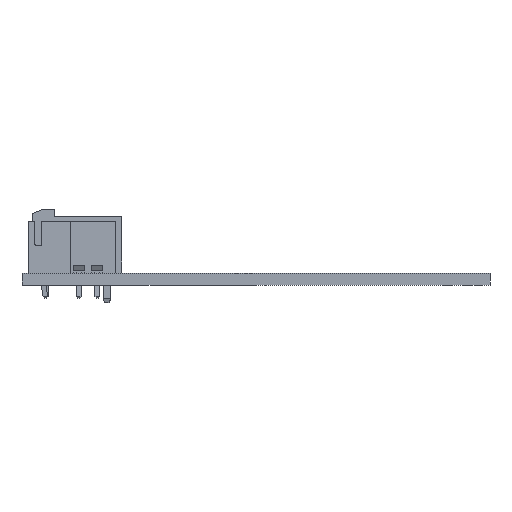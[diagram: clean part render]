
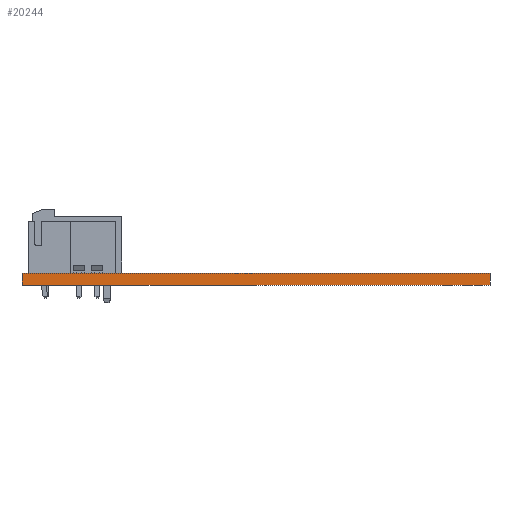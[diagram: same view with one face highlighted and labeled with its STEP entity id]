
A CAD part, front view. The second image highlights one B-rep face of the part: STEP entity #20244.
In plain terms, the highlighted planar face has unit normal (0, -1, 0).
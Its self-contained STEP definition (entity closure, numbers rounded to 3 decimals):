
#20244 = ADVANCED_FACE('',(#20245),#20259,.T.);
#20245 = FACE_BOUND('',#20246,.T.);
#20246 = EDGE_LOOP('',(#20247,#20282,#20310,#20338));
#20247 = ORIENTED_EDGE('',*,*,#20248,.T.);
#20248 = EDGE_CURVE('',#20249,#20251,#20253,.T.);
#20249 = VERTEX_POINT('',#20250);
#20250 = CARTESIAN_POINT('',(121.285,-127.635,0.));
#20251 = VERTEX_POINT('',#20252);
#20252 = CARTESIAN_POINT('',(121.285,-127.635,1.58));
#20253 = SURFACE_CURVE('',#20254,(#20258,#20270),.PCURVE_S1.);
#20254 = LINE('',#20255,#20256);
#20255 = CARTESIAN_POINT('',(121.285,-127.635,0.));
#20256 = VECTOR('',#20257,1.);
#20257 = DIRECTION('',(0.,0.,1.));
#20258 = PCURVE('',#20259,#20264);
#20259 = PLANE('',#20260);
#20260 = AXIS2_PLACEMENT_3D('',#20261,#20262,#20263);
#20261 = CARTESIAN_POINT('',(121.285,-127.635,0.));
#20262 = DIRECTION('',(0.,-1.,0.));
#20263 = DIRECTION('',(-1.,0.,0.));
#20264 = DEFINITIONAL_REPRESENTATION('',(#20265),#20269);
#20265 = LINE('',#20266,#20267);
#20266 = CARTESIAN_POINT('',(0.,-0.));
#20267 = VECTOR('',#20268,1.);
#20268 = DIRECTION('',(0.,-1.));
#20269 = ( GEOMETRIC_REPRESENTATION_CONTEXT(2) 
PARAMETRIC_REPRESENTATION_CONTEXT() REPRESENTATION_CONTEXT('2D SPACE',''
  ) );
#20270 = PCURVE('',#20271,#20276);
#20271 = PLANE('',#20272);
#20272 = AXIS2_PLACEMENT_3D('',#20273,#20274,#20275);
#20273 = CARTESIAN_POINT('',(121.285,-55.88,0.));
#20274 = DIRECTION('',(1.,0.,-0.));
#20275 = DIRECTION('',(0.,-1.,0.));
#20276 = DEFINITIONAL_REPRESENTATION('',(#20277),#20281);
#20277 = LINE('',#20278,#20279);
#20278 = CARTESIAN_POINT('',(71.755,0.));
#20279 = VECTOR('',#20280,1.);
#20280 = DIRECTION('',(0.,-1.));
#20281 = ( GEOMETRIC_REPRESENTATION_CONTEXT(2) 
PARAMETRIC_REPRESENTATION_CONTEXT() REPRESENTATION_CONTEXT('2D SPACE',''
  ) );
#20282 = ORIENTED_EDGE('',*,*,#20283,.T.);
#20283 = EDGE_CURVE('',#20251,#20284,#20286,.T.);
#20284 = VERTEX_POINT('',#20285);
#20285 = CARTESIAN_POINT('',(58.42,-127.635,1.58));
#20286 = SURFACE_CURVE('',#20287,(#20291,#20298),.PCURVE_S1.);
#20287 = LINE('',#20288,#20289);
#20288 = CARTESIAN_POINT('',(121.285,-127.635,1.58));
#20289 = VECTOR('',#20290,1.);
#20290 = DIRECTION('',(-1.,0.,0.));
#20291 = PCURVE('',#20259,#20292);
#20292 = DEFINITIONAL_REPRESENTATION('',(#20293),#20297);
#20293 = LINE('',#20294,#20295);
#20294 = CARTESIAN_POINT('',(0.,-1.58));
#20295 = VECTOR('',#20296,1.);
#20296 = DIRECTION('',(1.,0.));
#20297 = ( GEOMETRIC_REPRESENTATION_CONTEXT(2) 
PARAMETRIC_REPRESENTATION_CONTEXT() REPRESENTATION_CONTEXT('2D SPACE',''
  ) );
#20298 = PCURVE('',#20299,#20304);
#20299 = PLANE('',#20300);
#20300 = AXIS2_PLACEMENT_3D('',#20301,#20302,#20303);
#20301 = CARTESIAN_POINT('',(89.853,-91.758,1.58));
#20302 = DIRECTION('',(-0.,-0.,-1.));
#20303 = DIRECTION('',(-1.,0.,0.));
#20304 = DEFINITIONAL_REPRESENTATION('',(#20305),#20309);
#20305 = LINE('',#20306,#20307);
#20306 = CARTESIAN_POINT('',(-31.433,-35.878));
#20307 = VECTOR('',#20308,1.);
#20308 = DIRECTION('',(1.,0.));
#20309 = ( GEOMETRIC_REPRESENTATION_CONTEXT(2) 
PARAMETRIC_REPRESENTATION_CONTEXT() REPRESENTATION_CONTEXT('2D SPACE',''
  ) );
#20310 = ORIENTED_EDGE('',*,*,#20311,.F.);
#20311 = EDGE_CURVE('',#20312,#20284,#20314,.T.);
#20312 = VERTEX_POINT('',#20313);
#20313 = CARTESIAN_POINT('',(58.42,-127.635,0.));
#20314 = SURFACE_CURVE('',#20315,(#20319,#20326),.PCURVE_S1.);
#20315 = LINE('',#20316,#20317);
#20316 = CARTESIAN_POINT('',(58.42,-127.635,0.));
#20317 = VECTOR('',#20318,1.);
#20318 = DIRECTION('',(0.,0.,1.));
#20319 = PCURVE('',#20259,#20320);
#20320 = DEFINITIONAL_REPRESENTATION('',(#20321),#20325);
#20321 = LINE('',#20322,#20323);
#20322 = CARTESIAN_POINT('',(62.865,0.));
#20323 = VECTOR('',#20324,1.);
#20324 = DIRECTION('',(0.,-1.));
#20325 = ( GEOMETRIC_REPRESENTATION_CONTEXT(2) 
PARAMETRIC_REPRESENTATION_CONTEXT() REPRESENTATION_CONTEXT('2D SPACE',''
  ) );
#20326 = PCURVE('',#20327,#20332);
#20327 = PLANE('',#20328);
#20328 = AXIS2_PLACEMENT_3D('',#20329,#20330,#20331);
#20329 = CARTESIAN_POINT('',(58.42,-127.635,0.));
#20330 = DIRECTION('',(-1.,0.,0.));
#20331 = DIRECTION('',(0.,1.,0.));
#20332 = DEFINITIONAL_REPRESENTATION('',(#20333),#20337);
#20333 = LINE('',#20334,#20335);
#20334 = CARTESIAN_POINT('',(0.,0.));
#20335 = VECTOR('',#20336,1.);
#20336 = DIRECTION('',(0.,-1.));
#20337 = ( GEOMETRIC_REPRESENTATION_CONTEXT(2) 
PARAMETRIC_REPRESENTATION_CONTEXT() REPRESENTATION_CONTEXT('2D SPACE',''
  ) );
#20338 = ORIENTED_EDGE('',*,*,#20339,.F.);
#20339 = EDGE_CURVE('',#20249,#20312,#20340,.T.);
#20340 = SURFACE_CURVE('',#20341,(#20345,#20352),.PCURVE_S1.);
#20341 = LINE('',#20342,#20343);
#20342 = CARTESIAN_POINT('',(121.285,-127.635,0.));
#20343 = VECTOR('',#20344,1.);
#20344 = DIRECTION('',(-1.,0.,0.));
#20345 = PCURVE('',#20259,#20346);
#20346 = DEFINITIONAL_REPRESENTATION('',(#20347),#20351);
#20347 = LINE('',#20348,#20349);
#20348 = CARTESIAN_POINT('',(0.,-0.));
#20349 = VECTOR('',#20350,1.);
#20350 = DIRECTION('',(1.,0.));
#20351 = ( GEOMETRIC_REPRESENTATION_CONTEXT(2) 
PARAMETRIC_REPRESENTATION_CONTEXT() REPRESENTATION_CONTEXT('2D SPACE',''
  ) );
#20352 = PCURVE('',#20353,#20358);
#20353 = PLANE('',#20354);
#20354 = AXIS2_PLACEMENT_3D('',#20355,#20356,#20357);
#20355 = CARTESIAN_POINT('',(89.853,-91.758,0.));
#20356 = DIRECTION('',(-0.,-0.,-1.));
#20357 = DIRECTION('',(-1.,0.,0.));
#20358 = DEFINITIONAL_REPRESENTATION('',(#20359),#20363);
#20359 = LINE('',#20360,#20361);
#20360 = CARTESIAN_POINT('',(-31.433,-35.878));
#20361 = VECTOR('',#20362,1.);
#20362 = DIRECTION('',(1.,0.));
#20363 = ( GEOMETRIC_REPRESENTATION_CONTEXT(2) 
PARAMETRIC_REPRESENTATION_CONTEXT() REPRESENTATION_CONTEXT('2D SPACE',''
  ) );
